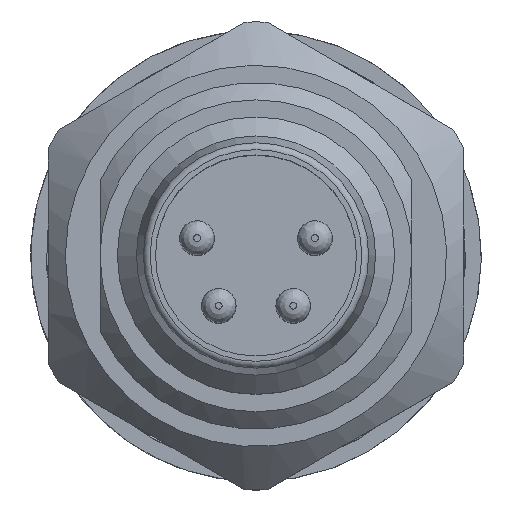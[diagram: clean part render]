
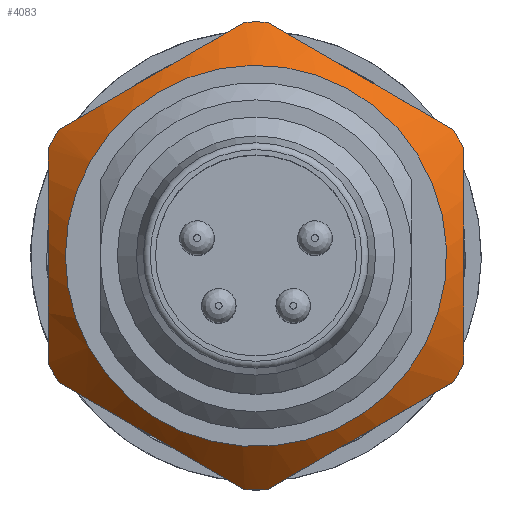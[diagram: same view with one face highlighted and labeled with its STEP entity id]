
A CAD part, top view. The second image highlights one B-rep face of the part: STEP entity #4083.
In plain terms, the highlighted conical face has half-angle 45 degrees and reference radius 5.75 mm.
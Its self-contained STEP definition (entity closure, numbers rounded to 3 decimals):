
#125=(
BOUNDED_CURVE()
B_SPLINE_CURVE(2,(#6095,#6096,#6097),.UNSPECIFIED.,.F.,.F.)
B_SPLINE_CURVE_WITH_KNOTS((3,3),(0.047,0.701),
 .UNSPECIFIED.)
CURVE()
GEOMETRIC_REPRESENTATION_ITEM()
RATIONAL_B_SPLINE_CURVE((1.02,1.147,1.02))
REPRESENTATION_ITEM('')
);
#126=(
BOUNDED_CURVE()
B_SPLINE_CURVE(2,(#6106,#6107,#6108),.UNSPECIFIED.,.F.,.F.)
B_SPLINE_CURVE_WITH_KNOTS((3,3),(0.047,0.701),
 .UNSPECIFIED.)
CURVE()
GEOMETRIC_REPRESENTATION_ITEM()
RATIONAL_B_SPLINE_CURVE((1.02,1.147,1.02))
REPRESENTATION_ITEM('')
);
#127=(
BOUNDED_CURVE()
B_SPLINE_CURVE(2,(#6116,#6117,#6118),.UNSPECIFIED.,.F.,.F.)
B_SPLINE_CURVE_WITH_KNOTS((3,3),(0.047,0.701),
 .UNSPECIFIED.)
CURVE()
GEOMETRIC_REPRESENTATION_ITEM()
RATIONAL_B_SPLINE_CURVE((1.02,1.147,1.02))
REPRESENTATION_ITEM('')
);
#128=(
BOUNDED_CURVE()
B_SPLINE_CURVE(2,(#6126,#6127,#6128),.UNSPECIFIED.,.F.,.F.)
B_SPLINE_CURVE_WITH_KNOTS((3,3),(0.047,0.701),
 .UNSPECIFIED.)
CURVE()
GEOMETRIC_REPRESENTATION_ITEM()
RATIONAL_B_SPLINE_CURVE((1.02,1.147,1.02))
REPRESENTATION_ITEM('')
);
#129=(
BOUNDED_CURVE()
B_SPLINE_CURVE(2,(#6132,#6133,#6134),.UNSPECIFIED.,.F.,.F.)
B_SPLINE_CURVE_WITH_KNOTS((3,3),(0.047,0.701),
 .UNSPECIFIED.)
CURVE()
GEOMETRIC_REPRESENTATION_ITEM()
RATIONAL_B_SPLINE_CURVE((1.02,1.147,1.02))
REPRESENTATION_ITEM('')
);
#130=(
BOUNDED_CURVE()
B_SPLINE_CURVE(2,(#6137,#6138,#6139),.UNSPECIFIED.,.F.,.F.)
B_SPLINE_CURVE_WITH_KNOTS((3,3),(0.047,0.701),
 .UNSPECIFIED.)
CURVE()
GEOMETRIC_REPRESENTATION_ITEM()
RATIONAL_B_SPLINE_CURVE((1.02,1.147,1.02))
REPRESENTATION_ITEM('')
);
#143=CONICAL_SURFACE('',#4372,5.75,0.785);
#164=FACE_BOUND('',#476,.T.);
#230=FACE_OUTER_BOUND('',#475,.T.);
#475=EDGE_LOOP('',(#2682,#2683,#2684,#2685,#2686,#2687,#2688,#2689,#2690,
#2691,#2692,#2693));
#476=EDGE_LOOP('',(#2694));
#775=CIRCLE('',#4351,5.5);
#785=CIRCLE('',#4365,6.75);
#786=CIRCLE('',#4368,6.75);
#787=CIRCLE('',#4371,6.75);
#788=CIRCLE('',#4373,6.75);
#789=CIRCLE('',#4374,6.75);
#790=CIRCLE('',#4375,6.75);
#1688=VERTEX_POINT('',#6041);
#1706=VERTEX_POINT('',#6092);
#1707=VERTEX_POINT('',#6094);
#1708=VERTEX_POINT('',#6100);
#1709=VERTEX_POINT('',#6104);
#1710=VERTEX_POINT('',#6110);
#1711=VERTEX_POINT('',#6114);
#1712=VERTEX_POINT('',#6120);
#1713=VERTEX_POINT('',#6124);
#1714=VERTEX_POINT('',#6125);
#1715=VERTEX_POINT('',#6129);
#1716=VERTEX_POINT('',#6131);
#1717=VERTEX_POINT('',#6136);
#2075=EDGE_CURVE('',#1688,#1688,#775,.T.);
#2094=EDGE_CURVE('',#1706,#1707,#125,.T.);
#2097=EDGE_CURVE('',#1708,#1706,#785,.T.);
#2099=EDGE_CURVE('',#1709,#1708,#126,.T.);
#2101=EDGE_CURVE('',#1710,#1709,#786,.T.);
#2103=EDGE_CURVE('',#1711,#1710,#127,.T.);
#2105=EDGE_CURVE('',#1712,#1711,#787,.T.);
#2106=EDGE_CURVE('',#1713,#1714,#128,.T.);
#2107=EDGE_CURVE('',#1715,#1713,#788,.T.);
#2108=EDGE_CURVE('',#1716,#1715,#129,.T.);
#2109=EDGE_CURVE('',#1707,#1716,#789,.T.);
#2110=EDGE_CURVE('',#1717,#1712,#130,.T.);
#2111=EDGE_CURVE('',#1714,#1717,#790,.T.);
#2682=ORIENTED_EDGE('',*,*,#2106,.F.);
#2683=ORIENTED_EDGE('',*,*,#2107,.F.);
#2684=ORIENTED_EDGE('',*,*,#2108,.F.);
#2685=ORIENTED_EDGE('',*,*,#2109,.F.);
#2686=ORIENTED_EDGE('',*,*,#2094,.F.);
#2687=ORIENTED_EDGE('',*,*,#2097,.F.);
#2688=ORIENTED_EDGE('',*,*,#2099,.F.);
#2689=ORIENTED_EDGE('',*,*,#2101,.F.);
#2690=ORIENTED_EDGE('',*,*,#2103,.F.);
#2691=ORIENTED_EDGE('',*,*,#2105,.F.);
#2692=ORIENTED_EDGE('',*,*,#2110,.F.);
#2693=ORIENTED_EDGE('',*,*,#2111,.F.);
#2694=ORIENTED_EDGE('',*,*,#2075,.F.);
#4083=ADVANCED_FACE('',(#230,#164),#143,.T.);
#4351=AXIS2_PLACEMENT_3D('',#6042,#4827,#4828);
#4365=AXIS2_PLACEMENT_3D('',#6102,#4860,#4861);
#4368=AXIS2_PLACEMENT_3D('',#6112,#4868,#4869);
#4371=AXIS2_PLACEMENT_3D('',#6122,#4876,#4877);
#4372=AXIS2_PLACEMENT_3D('',#6123,#4878,#4879);
#4373=AXIS2_PLACEMENT_3D('',#6130,#4880,#4881);
#4374=AXIS2_PLACEMENT_3D('',#6135,#4882,#4883);
#4375=AXIS2_PLACEMENT_3D('',#6140,#4884,#4885);
#4827=DIRECTION('center_axis',(0.,0.,
1.));
#4828=DIRECTION('ref_axis',(1.,0.,0.));
#4860=DIRECTION('center_axis',(0.,0.,
-1.));
#4861=DIRECTION('ref_axis',(0.,-1.,0.));
#4868=DIRECTION('center_axis',(0.,0.,
-1.));
#4869=DIRECTION('ref_axis',(0.,-1.,0.));
#4876=DIRECTION('center_axis',(0.,0.,
-1.));
#4877=DIRECTION('ref_axis',(0.,-1.,0.));
#4878=DIRECTION('center_axis',(0.,0.,
-1.));
#4879=DIRECTION('ref_axis',(1.,0.,0.));
#4880=DIRECTION('center_axis',(0.,0.,
-1.));
#4881=DIRECTION('ref_axis',(0.,-1.,0.));
#4882=DIRECTION('center_axis',(0.,0.,
-1.));
#4883=DIRECTION('ref_axis',(0.,-1.,0.));
#4884=DIRECTION('center_axis',(0.,0.,
-1.));
#4885=DIRECTION('ref_axis',(0.,-1.,0.));
#6041=CARTESIAN_POINT('',(-5.5,0.,13.));
#6042=CARTESIAN_POINT('Origin',(0.,0.,
13.));
#6092=CARTESIAN_POINT('',(-5.678,3.65,11.75));
#6094=CARTESIAN_POINT('',(-0.322,6.742,11.75));
#6095=CARTESIAN_POINT('Ctrl Pts',(-5.678,3.65,11.75));
#6096=CARTESIAN_POINT('Ctrl Pts',(-3.,5.196,13.167));
#6097=CARTESIAN_POINT('Ctrl Pts',(-0.322,6.742,11.75));
#6100=CARTESIAN_POINT('',(-6.,3.092,11.75));
#6102=CARTESIAN_POINT('Origin',(0.,0.,
11.75));
#6104=CARTESIAN_POINT('',(-6.,-3.092,11.75));
#6106=CARTESIAN_POINT('Ctrl Pts',(-6.,-3.092,11.75));
#6107=CARTESIAN_POINT('Ctrl Pts',(-6.,0.,13.167));
#6108=CARTESIAN_POINT('Ctrl Pts',(-6.,3.092,11.75));
#6110=CARTESIAN_POINT('',(-5.678,-3.65,11.75));
#6112=CARTESIAN_POINT('Origin',(0.,0.,
11.75));
#6114=CARTESIAN_POINT('',(-0.322,-6.742,11.75));
#6116=CARTESIAN_POINT('Ctrl Pts',(-0.322,-6.742,11.75));
#6117=CARTESIAN_POINT('Ctrl Pts',(-3.,-5.196,13.167));
#6118=CARTESIAN_POINT('Ctrl Pts',(-5.678,-3.65,11.75));
#6120=CARTESIAN_POINT('',(0.322,-6.742,11.75));
#6122=CARTESIAN_POINT('Origin',(0.,0.,
11.75));
#6123=CARTESIAN_POINT('Origin',(0.,0.,
12.75));
#6124=CARTESIAN_POINT('',(6.,3.092,11.75));
#6125=CARTESIAN_POINT('',(6.,-3.092,11.75));
#6126=CARTESIAN_POINT('Ctrl Pts',(6.,3.092,11.75));
#6127=CARTESIAN_POINT('Ctrl Pts',(6.,0.,13.167));
#6128=CARTESIAN_POINT('Ctrl Pts',(6.,-3.092,11.75));
#6129=CARTESIAN_POINT('',(5.678,3.65,11.75));
#6130=CARTESIAN_POINT('Origin',(0.,0.,
11.75));
#6131=CARTESIAN_POINT('',(0.322,6.742,11.75));
#6132=CARTESIAN_POINT('Ctrl Pts',(0.322,6.742,11.75));
#6133=CARTESIAN_POINT('Ctrl Pts',(3.,5.196,13.167));
#6134=CARTESIAN_POINT('Ctrl Pts',(5.678,3.65,11.75));
#6135=CARTESIAN_POINT('Origin',(0.,0.,
11.75));
#6136=CARTESIAN_POINT('',(5.678,-3.65,11.75));
#6137=CARTESIAN_POINT('Ctrl Pts',(5.678,-3.65,11.75));
#6138=CARTESIAN_POINT('Ctrl Pts',(3.,-5.196,13.167));
#6139=CARTESIAN_POINT('Ctrl Pts',(0.322,-6.742,11.75));
#6140=CARTESIAN_POINT('Origin',(0.,0.,
11.75));
